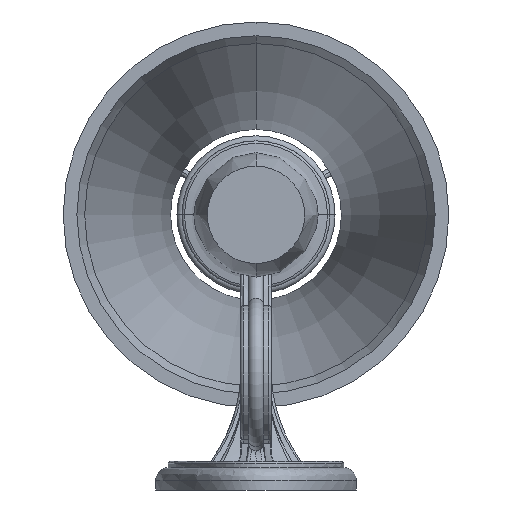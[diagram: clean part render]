
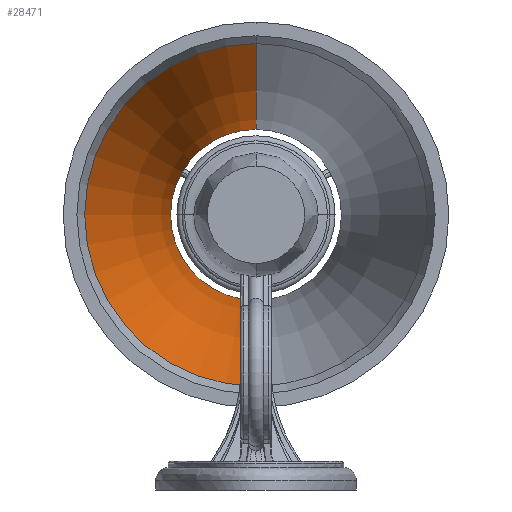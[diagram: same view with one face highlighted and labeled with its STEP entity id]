
A CAD part, front view. The second image highlights one B-rep face of the part: STEP entity #28471.
In plain terms, the highlighted toroidal (fillet/blend) face has major radius 486.156 mm and minor radius 452.12 mm.
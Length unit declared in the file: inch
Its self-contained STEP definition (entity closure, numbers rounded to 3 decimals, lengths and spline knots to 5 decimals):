
#27238=CARTESIAN_POINT('',(0.,11.47819,4.202));
#27239=DIRECTION('',(0.,1.,0.));
#27240=DIRECTION('',(0.,0.,-1.));
#27241=AXIS2_PLACEMENT_3D('',#27238,#27239,#27240);
#27800=CARTESIAN_POINT('',(0.,11.47819,-14.938));
#27801=DIRECTION('',(-1.,0.,0.));
#27802=DIRECTION('',(0.,-0.382,0.924));
#27803=AXIS2_PLACEMENT_3D('',#27800,#27801,#27802);
#27805=CARTESIAN_POINT('',(0.,4.68619,4.202));
#27806=DIRECTION('',(0.,1.,0.));
#27807=DIRECTION('',(0.,0.,-1.));
#27808=AXIS2_PLACEMENT_3D('',#27805,#27806,#27807);
#27810=CARTESIAN_POINT('',(0.,11.47819,23.342));
#27811=DIRECTION('',(1.,0.,0.));
#27812=DIRECTION('',(0.,-0.382,-0.924));
#27813=AXIS2_PLACEMENT_3D('',#27810,#27811,#27812);
#27865=CARTESIAN_POINT('',(0.,4.68619,1.51523));
#27866=CARTESIAN_POINT('',(0.,11.47819,2.862));
#27867=VERTEX_POINT('',#27865);
#27868=VERTEX_POINT('',#27866);
#27869=CARTESIAN_POINT('',(0.,4.68619,6.88877));
#27870=CARTESIAN_POINT('',(0.,11.47819,5.542));
#27871=VERTEX_POINT('',#27869);
#27872=VERTEX_POINT('',#27870);
#28458=CARTESIAN_POINT('',(0.,11.47819,4.202));
#28459=DIRECTION('',(0.,-1.,0.));
#28460=DIRECTION('',(0.,0.,1.));
#28461=AXIS2_PLACEMENT_3D('',#28458,#28459,#28460);
#28462=TOROIDAL_SURFACE('',#28461,19.14,17.8);
#28464=ORIENTED_EDGE('',*,*,#28463,.F.);
#28465=ORIENTED_EDGE('',*,*,#28452,.T.);
#28467=ORIENTED_EDGE('',*,*,#28466,.T.);
#28468=ORIENTED_EDGE('',*,*,#27981,.F.);
#28469=EDGE_LOOP('',(#28464,#28465,#28467,#28468));
#28470=FACE_OUTER_BOUND('',#28469,.F.);
#28471=ADVANCED_FACE('',(#28470),#28462,.T.);
#27242=CIRCLE('',#27241,1.34);
#27804=CIRCLE('',#27803,17.8);
#27809=CIRCLE('',#27808,2.68677);
#27814=CIRCLE('',#27813,17.8);
#27981=EDGE_CURVE('',#27868,#27872,#27242,.T.);
#28452=EDGE_CURVE('',#27867,#27871,#27809,.T.);
#28463=EDGE_CURVE('',#27867,#27868,#27804,.T.);
#28466=EDGE_CURVE('',#27871,#27872,#27814,.T.);
